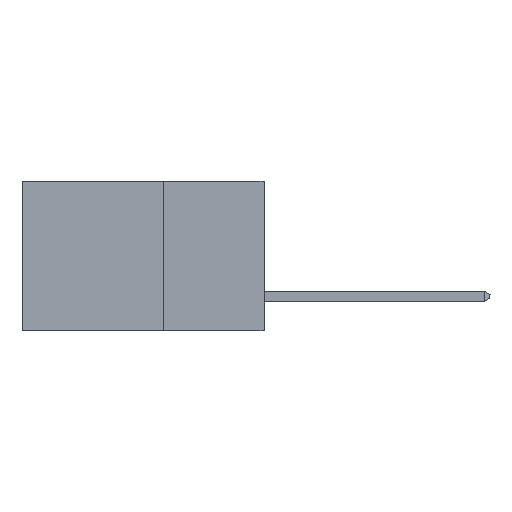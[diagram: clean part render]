
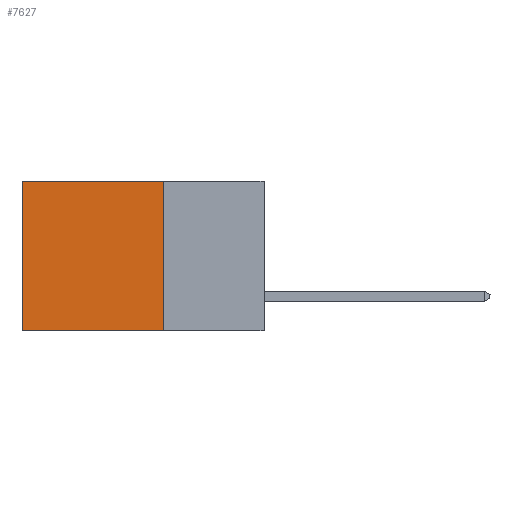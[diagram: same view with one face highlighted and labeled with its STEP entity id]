
A CAD part, left-side view. The second image highlights one B-rep face of the part: STEP entity #7627.
In plain terms, the highlighted planar face has unit normal (-1, 0, 0).
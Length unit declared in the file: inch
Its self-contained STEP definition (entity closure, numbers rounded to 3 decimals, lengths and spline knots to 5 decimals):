
#165 = EDGE_CURVE ( 'NONE', #11178, #5752, #12721, .T. ) ;
#2214 = ORIENTED_EDGE ( 'NONE', *, *, #24348, .T. ) ;
#2600 = FACE_OUTER_BOUND ( 'NONE', #23240, .T. ) ;
#3497 = CARTESIAN_POINT ( 'NONE',  ( 0.298, 0.6, 0. ) ) ;
#4032 = LINE ( 'NONE', #10018, #13084 ) ;
#4414 = ORIENTED_EDGE ( 'NONE', *, *, #11681, .F. ) ;
#4944 = DIRECTION ( 'NONE',  ( 0., 0., -1. ) ) ;
#5752 = VERTEX_POINT ( 'NONE', #19950 ) ;
#7627 = ADVANCED_FACE ( 'NONE', ( #2600 ), #18327, .F. ) ;
#9798 = VECTOR ( 'NONE', #20807, 39.37008 ) ;
#10018 = CARTESIAN_POINT ( 'NONE',  ( 0.298, 0.25, 0. ) ) ;
#11144 = DIRECTION ( 'NONE',  ( 0., 1., 0. ) ) ;
#11178 = VERTEX_POINT ( 'NONE', #17361 ) ;
#11681 = EDGE_CURVE ( 'NONE', #5752, #16024, #16944, .T. ) ;
#12347 = CARTESIAN_POINT ( 'NONE',  ( 0.298, 0.25, 0. ) ) ;
#12636 = CARTESIAN_POINT ( 'NONE',  ( 0.298, 0.25, 0. ) ) ;
#12721 = LINE ( 'NONE', #12636, #22435 ) ;
#12870 = AXIS2_PLACEMENT_3D ( 'NONE', #12347, #20193, #23983 ) ;
#13078 = ORIENTED_EDGE ( 'NONE', *, *, #165, .F. ) ;
#13084 = VECTOR ( 'NONE', #15930, 39.37008 ) ;
#13183 = CARTESIAN_POINT ( 'NONE',  ( 0.298, 0.25, -0.37 ) ) ;
#15234 = LINE ( 'NONE', #3497, #9798 ) ;
#15930 = DIRECTION ( 'NONE',  ( 0., 1., 0. ) ) ;
#16024 = VERTEX_POINT ( 'NONE', #21894 ) ;
#16944 = LINE ( 'NONE', #13183, #22765 ) ;
#17134 = ORIENTED_EDGE ( 'NONE', *, *, #23901, .T. ) ;
#17361 = CARTESIAN_POINT ( 'NONE',  ( 0.298, 0.25, 0. ) ) ;
#18327 = PLANE ( 'NONE',  #12870 ) ;
#18831 = VERTEX_POINT ( 'NONE', #24697 ) ;
#19950 = CARTESIAN_POINT ( 'NONE',  ( 0.298, 0.25, -0.37 ) ) ;
#20193 = DIRECTION ( 'NONE',  ( 1., 0., 0. ) ) ;
#20807 = DIRECTION ( 'NONE',  ( 0., 0., -1. ) ) ;
#21894 = CARTESIAN_POINT ( 'NONE',  ( 0.298, 0.6, -0.37 ) ) ;
#22435 = VECTOR ( 'NONE', #4944, 39.37008 ) ;
#22765 = VECTOR ( 'NONE', #11144, 39.37008 ) ;
#23240 = EDGE_LOOP ( 'NONE', ( #2214, #4414, #13078, #17134 ) ) ;
#23901 = EDGE_CURVE ( 'NONE', #11178, #18831, #4032, .T. ) ;
#23983 = DIRECTION ( 'NONE',  ( 0., 0., -1. ) ) ;
#24348 = EDGE_CURVE ( 'NONE', #18831, #16024, #15234, .T. ) ;
#24697 = CARTESIAN_POINT ( 'NONE',  ( 0.298, 0.6, 0. ) ) ;
